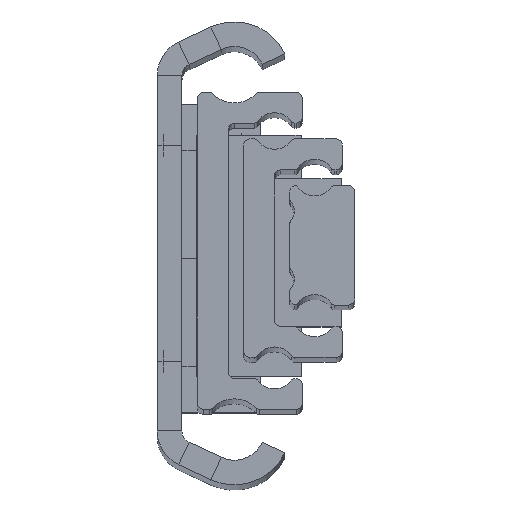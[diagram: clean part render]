
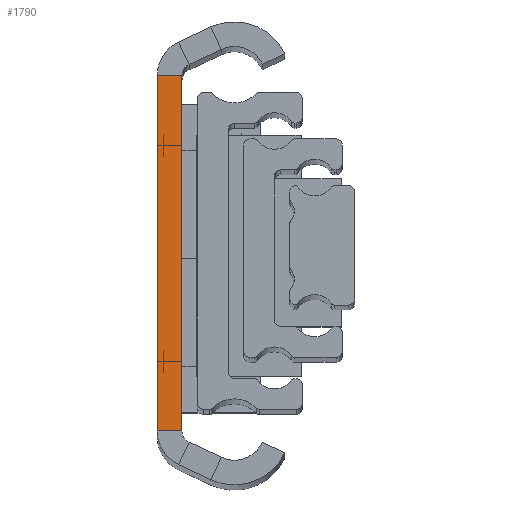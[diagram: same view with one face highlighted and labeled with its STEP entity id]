
A CAD part, top view. The second image highlights one B-rep face of the part: STEP entity #1790.
In plain terms, the highlighted planar face has unit normal (0, 0, 1).
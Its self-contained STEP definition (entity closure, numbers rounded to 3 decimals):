
#324 = VECTOR ( 'NONE', #6282, 1000. ) ;
#1148 = ORIENTED_EDGE ( 'NONE', *, *, #2512, .F. ) ;
#1228 = VERTEX_POINT ( 'NONE', #2658 ) ;
#1285 = EDGE_LOOP ( 'NONE', ( #1148, #3152, #5274, #4838 ) ) ;
#1287 = CARTESIAN_POINT ( 'NONE',  ( 0., 28.779, 0. ) ) ;
#1295 = FACE_OUTER_BOUND ( 'NONE', #1285, .T. ) ;
#1761 = DIRECTION ( 'NONE',  ( -1., 0., 0. ) ) ;
#1790 = ADVANCED_FACE ( 'NONE', ( #1295 ), #2344, .F. ) ;
#1878 = EDGE_CURVE ( 'NONE', #1228, #5726, #6838, .T. ) ;
#2344 = PLANE ( 'NONE',  #6726 ) ;
#2512 = EDGE_CURVE ( 'NONE', #5726, #3624, #6184, .T. ) ;
#2658 = CARTESIAN_POINT ( 'NONE',  ( 4., 28.779, 0. ) ) ;
#3152 = ORIENTED_EDGE ( 'NONE', *, *, #1878, .F. ) ;
#3259 = VECTOR ( 'NONE', #5209, 1000. ) ;
#3295 = VECTOR ( 'NONE', #1761, 1000. ) ;
#3525 = DIRECTION ( 'NONE',  ( 0., 0., -1. ) ) ;
#3624 = VERTEX_POINT ( 'NONE', #3737 ) ;
#3726 = CARTESIAN_POINT ( 'NONE',  ( 0., 28.779, 0. ) ) ;
#3737 = CARTESIAN_POINT ( 'NONE',  ( 0., -28.779, 0. ) ) ;
#4059 = CARTESIAN_POINT ( 'NONE',  ( 0., 28.779, 0. ) ) ;
#4487 = CARTESIAN_POINT ( 'NONE',  ( 0., 28.779, 0. ) ) ;
#4556 = CARTESIAN_POINT ( 'NONE',  ( 4., 28.779, 0. ) ) ;
#4838 = ORIENTED_EDGE ( 'NONE', *, *, #5081, .T. ) ;
#5028 = CARTESIAN_POINT ( 'NONE',  ( 4., -28.779, 0. ) ) ;
#5081 = EDGE_CURVE ( 'NONE', #5460, #3624, #5287, .T. ) ;
#5209 = DIRECTION ( 'NONE',  ( 0., -1., 0. ) ) ;
#5274 = ORIENTED_EDGE ( 'NONE', *, *, #5686, .T. ) ;
#5287 = LINE ( 'NONE', #3726, #324 ) ;
#5365 = DIRECTION ( 'NONE',  ( 0., -1., 0. ) ) ;
#5460 = VERTEX_POINT ( 'NONE', #4059 ) ;
#5602 = VECTOR ( 'NONE', #5640, 1000. ) ;
#5640 = DIRECTION ( 'NONE',  ( -1., 0., 0. ) ) ;
#5686 = EDGE_CURVE ( 'NONE', #1228, #5460, #6558, .T. ) ;
#5726 = VERTEX_POINT ( 'NONE', #5028 ) ;
#6117 = CARTESIAN_POINT ( 'NONE',  ( 0., -28.779, 0. ) ) ;
#6184 = LINE ( 'NONE', #6117, #5602 ) ;
#6282 = DIRECTION ( 'NONE',  ( 0., -1., 0. ) ) ;
#6558 = LINE ( 'NONE', #1287, #3295 ) ;
#6726 = AXIS2_PLACEMENT_3D ( 'NONE', #4487, #3525, #5365 ) ;
#6838 = LINE ( 'NONE', #4556, #3259 ) ;
